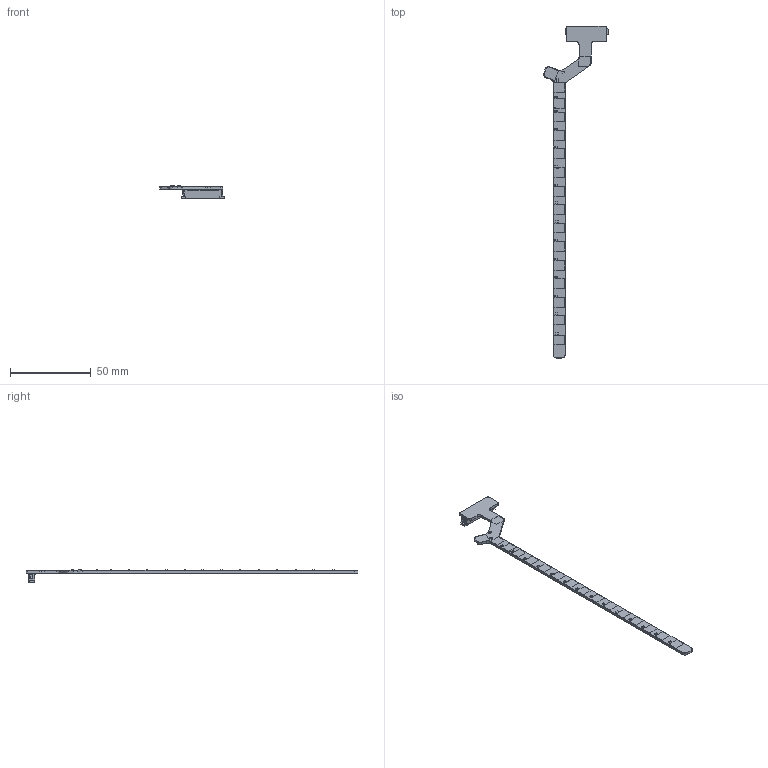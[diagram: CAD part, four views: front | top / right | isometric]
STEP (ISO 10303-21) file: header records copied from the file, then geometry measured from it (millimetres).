
FILE_DESCRIPTION(('KiCad electronic assembly'),'2;1');
FILE_NAME('FT25_AMS_VSENS.step','2025-01-20T15:48:28',('Pcbnew'),( 'Kicad'),'Open CASCADE STEP processor 7.7','KiCad to STEP converter' ,'Unknown');
FILE_SCHEMA(('AUTOMOTIVE_DESIGN { 1 0 10303 214 1 1 1 1 }'));
Length unit declared in the file: millimetre
Products named in the file (23): FT25_AMS_VSENS 1; Fuse_0603_1608Metric; 52610-2072; 526102072; FT25_AMS_VSENS_zone_1; FT25_AMS_VSENS_zone_2; FT25_AMS_VSENS_zone_3; FT25_AMS_VSENS_zone_4; FT25_AMS_VSENS_zone_5; FT25_AMS_VSENS_zone_6; FT25_AMS_VSENS_zone_7; FT25_AMS_VSENS_zone_8; FT25_AMS_VSENS_zone_9; FT25_AMS_VSENS_zone_10; FT25_AMS_VSENS_zone_11; FT25_AMS_VSENS_zone_12; FT25_AMS_VSENS_zone_13; FT25_AMS_VSENS_zone_14; FT25_AMS_VSENS_zone_15; FT25_AMS_VSENS_zone_16; FT25_AMS_VSENS_zone_17; FT25_AMS_VSENS_PCB
Assembly tree (37 placements, depth 3):
  FT25_AMS_VSENS 1
    Fuse_0603_1608Metric  x16
      Fuse_0603_1608Metric
    52610-2072
      526102072
    FT25_AMS_VSENS_zone_1
    FT25_AMS_VSENS_zone_2
    FT25_AMS_VSENS_zone_3
    FT25_AMS_VSENS_zone_4
    FT25_AMS_VSENS_zone_5
    FT25_AMS_VSENS_zone_6
    FT25_AMS_VSENS_zone_7
    FT25_AMS_VSENS_zone_8
    FT25_AMS_VSENS_zone_9
    FT25_AMS_VSENS_zone_10
    FT25_AMS_VSENS_zone_11
    FT25_AMS_VSENS_zone_12
    FT25_AMS_VSENS_zone_13
    FT25_AMS_VSENS_zone_14
    FT25_AMS_VSENS_zone_15
    FT25_AMS_VSENS_zone_16
    FT25_AMS_VSENS_zone_17
    FT25_AMS_VSENS_PCB
Bounding box: 39.85 x 205.24 x 7.85 mm (x, y, z)
Volume: 3359.2 mm3; surface area: 6857.9 mm2
Topology: 35 solids, 35 shells, 1622 faces, 4732 edges, 3328 vertices
Faces by surface type: plane 1434, cylinder 188
Entity records: 41702 total; most frequent: CARTESIAN_POINT 7662, ORIENTED_EDGE 7104, DIRECTION 6384, LINE 3576, VECTOR 3576, EDGE_CURVE 3552, VERTEX_POINT 2348, AXIS2_PLACEMENT_3D 1404
